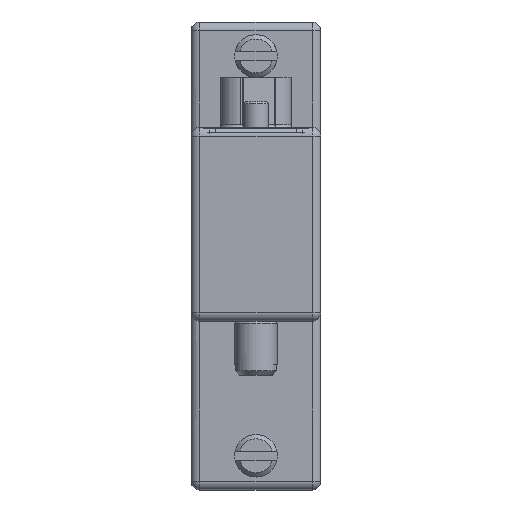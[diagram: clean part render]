
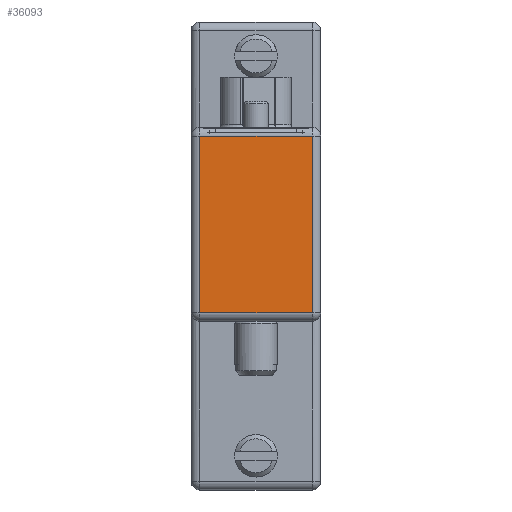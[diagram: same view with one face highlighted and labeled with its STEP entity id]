
A CAD part, left-side view. The second image highlights one B-rep face of the part: STEP entity #36093.
In plain terms, the highlighted planar face has unit normal (-1, 0, 0).
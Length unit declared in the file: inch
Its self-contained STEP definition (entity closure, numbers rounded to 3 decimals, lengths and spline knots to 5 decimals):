
#1582 = EDGE_LOOP ( 'NONE', ( #16178, #16177, #16176, #16175 ) ) ;
#6838 = CARTESIAN_POINT ( 'NONE',  ( -1.084, -0.261, -0.44882 ) ) ;
#6840 = DIRECTION ( 'NONE',  ( 0., 0., 1. ) ) ;
#6863 = CARTESIAN_POINT ( 'NONE',  ( -1.084, 0.301, -0.40882 ) ) ;
#6864 = DIRECTION ( 'NONE',  ( 0., -1., 0. ) ) ;
#6885 = CARTESIAN_POINT ( 'NONE',  ( -1.084, 0.301, 0.40882 ) ) ;
#6886 = DIRECTION ( 'NONE',  ( 0., 1., 0. ) ) ;
#6891 = CARTESIAN_POINT ( 'NONE',  ( -1.084, 0.261, -0.44882 ) ) ;
#6892 = DIRECTION ( 'NONE',  ( 0., 0., -1. ) ) ;
#9857 = LINE ( 'NONE', #6838, #9861 ) ;
#9861 = VECTOR ( 'NONE', #6840, 39.37008 ) ;
#9880 = LINE ( 'NONE', #6863, #9884 ) ;
#9884 = VECTOR ( 'NONE', #6864, 39.37008 ) ;
#9903 = LINE ( 'NONE', #6885, #9909 ) ;
#9909 = VECTOR ( 'NONE', #6886, 39.37008 ) ;
#9915 = LINE ( 'NONE', #6891, #9921 ) ;
#9921 = VECTOR ( 'NONE', #6892, 39.37008 ) ;
#16175 = ORIENTED_EDGE ( 'NONE', *, *, #31789, .T. ) ;
#16176 = ORIENTED_EDGE ( 'NONE', *, *, #31811, .T. ) ;
#16177 = ORIENTED_EDGE ( 'NONE', *, *, #31835, .T. ) ;
#16178 = ORIENTED_EDGE ( 'NONE', *, *, #31829, .T. ) ;
#17054 = VERTEX_POINT ( 'NONE', #24992 ) ;
#17058 = VERTEX_POINT ( 'NONE', #25000 ) ;
#17063 = VERTEX_POINT ( 'NONE', #25009 ) ;
#17083 = VERTEX_POINT ( 'NONE', #25046 ) ;
#18488 = AXIS2_PLACEMENT_3D ( 'NONE', #45450, #45455, #45456 ) ;
#24992 = CARTESIAN_POINT ( 'NONE',  ( -1.084, -0.261, -0.40882 ) ) ;
#25000 = CARTESIAN_POINT ( 'NONE',  ( -1.084, 0.261, -0.40882 ) ) ;
#25009 = CARTESIAN_POINT ( 'NONE',  ( -1.084, 0.261, 0.40882 ) ) ;
#25046 = CARTESIAN_POINT ( 'NONE',  ( -1.084, -0.261, 0.40882 ) ) ;
#31789 = EDGE_CURVE ( 'NONE', #17054, #17083, #9857, .T. ) ;
#31811 = EDGE_CURVE ( 'NONE', #17058, #17054, #9880, .T. ) ;
#31829 = EDGE_CURVE ( 'NONE', #17083, #17063, #9903, .T. ) ;
#31835 = EDGE_CURVE ( 'NONE', #17063, #17058, #9915, .T. ) ;
#36093 = ADVANCED_FACE ( 'NONE', ( #40244 ), #45449, .F. ) ;
#40244 = FACE_OUTER_BOUND ( 'NONE', #1582, .T. ) ;
#45449 = PLANE ( 'NONE',  #18488 ) ;
#45450 = CARTESIAN_POINT ( 'NONE',  ( -1.084, 0.301, -0.44882 ) ) ;
#45455 = DIRECTION ( 'NONE',  ( 1., 0., 0. ) ) ;
#45456 = DIRECTION ( 'NONE',  ( 0., 0., -1. ) ) ;
